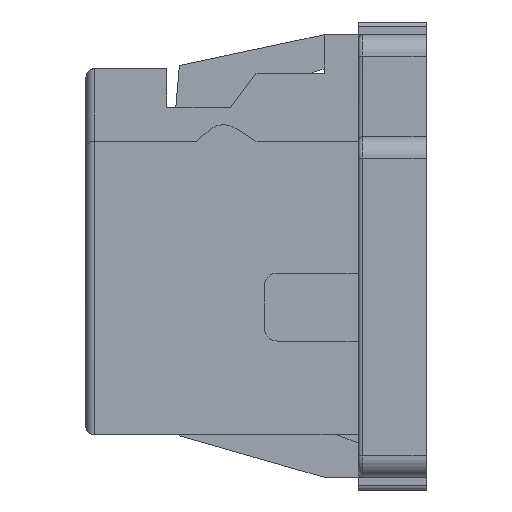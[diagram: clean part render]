
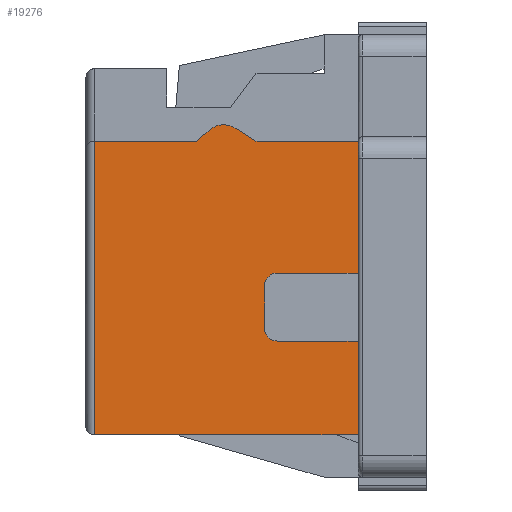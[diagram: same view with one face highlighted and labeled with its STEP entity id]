
A CAD part, left-side view. The second image highlights one B-rep face of the part: STEP entity #19276.
In plain terms, the highlighted planar face has unit normal (-1, 0, 0).
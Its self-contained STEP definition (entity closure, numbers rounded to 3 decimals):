
#4471=DIRECTION('',(0.,0.,-1.));
#4472=VECTOR('',#4471,3.45);
#4473=CARTESIAN_POINT('',(-13.275,3.9,1.35));
#4474=LINE('',#4473,#4472);
#4479=DIRECTION('',(0.,0.,1.));
#4480=VECTOR('',#4479,1.55);
#4481=CARTESIAN_POINT('',(-13.275,0.8,-0.2));
#4482=LINE('',#4481,#4480);
#4483=CARTESIAN_POINT('',(-13.275,1.75,-0.35));
#4484=DIRECTION('',(1.,0.,0.));
#4485=DIRECTION('',(0.,1.,0.));
#4486=AXIS2_PLACEMENT_3D('',#4483,#4484,#4485);
#4488=CARTESIAN_POINT('',(-13.275,1.75,-0.85));
#4489=DIRECTION('',(1.,0.,0.));
#4490=DIRECTION('',(0.,0.,-1.));
#4491=AXIS2_PLACEMENT_3D('',#4488,#4489,#4490);
#4493=DIRECTION('',(0.,0.,1.));
#4494=VECTOR('',#4493,1.1);
#4495=CARTESIAN_POINT('',(-13.275,0.8,-2.1));
#4496=LINE('',#4495,#4494);
#4497=DIRECTION('',(0.,-1.,0.));
#4498=VECTOR('',#4497,3.1);
#4499=CARTESIAN_POINT('',(-13.275,3.9,-2.1));
#4500=LINE('',#4499,#4498);
#4501=DIRECTION('',(0.,0.768,-0.64));
#4502=VECTOR('',#4501,0.21);
#4503=CARTESIAN_POINT('',(-13.275,2.539,1.484));
#4504=LINE('',#4503,#4502);
#4505=CARTESIAN_POINT('',(-13.275,2.379,1.292));
#4506=DIRECTION('',(-1.,0.,0.));
#4507=DIRECTION('',(0.,-0.53,0.848));
#4508=AXIS2_PLACEMENT_3D('',#4505,#4506,#4507);
#4510=DIRECTION('',(0.,0.848,0.53));
#4511=VECTOR('',#4510,0.291);
#4512=CARTESIAN_POINT('',(-13.275,2.,1.35));
#4513=LINE('',#4512,#4511);
#4514=DIRECTION('',(0.,-1.,0.));
#4515=VECTOR('',#4514,1.2);
#4516=CARTESIAN_POINT('',(-13.275,2.,1.35));
#4517=LINE('',#4516,#4515);
#5516=DIRECTION('',(0.,1.,0.));
#5517=VECTOR('',#5516,0.95);
#5518=CARTESIAN_POINT('',(-13.275,0.8,-1.));
#5519=LINE('',#5518,#5517);
#5558=DIRECTION('',(0.,0.,1.));
#5559=VECTOR('',#5558,0.5);
#5560=CARTESIAN_POINT('',(-13.275,1.9,-0.85));
#5561=LINE('',#5560,#5559);
#5562=DIRECTION('',(0.,-1.,0.));
#5563=VECTOR('',#5562,0.95);
#5564=CARTESIAN_POINT('',(-13.275,1.75,-0.2));
#5565=LINE('',#5564,#5563);
#6836=DIRECTION('',(0.,-1.,0.));
#6837=VECTOR('',#6836,1.2);
#6838=CARTESIAN_POINT('',(-13.275,3.9,1.35));
#6839=LINE('',#6838,#6837);
#9773=CARTESIAN_POINT('',(-13.275,3.9,-2.1));
#9774=CARTESIAN_POINT('',(-13.275,0.8,-2.1));
#9775=VERTEX_POINT('',#9773);
#9776=VERTEX_POINT('',#9774);
#10043=CARTESIAN_POINT('',(-13.275,0.8,1.35));
#10044=VERTEX_POINT('',#10043);
#10379=CARTESIAN_POINT('',(-13.275,0.8,-1.));
#10380=VERTEX_POINT('',#10379);
#10385=CARTESIAN_POINT('',(-13.275,0.8,-0.2));
#10386=VERTEX_POINT('',#10385);
#10387=CARTESIAN_POINT('',(-13.275,2.,1.35));
#10388=VERTEX_POINT('',#10387);
#10389=CARTESIAN_POINT('',(-13.275,1.75,-0.2));
#10390=VERTEX_POINT('',#10389);
#10391=CARTESIAN_POINT('',(-13.275,1.9,-0.35));
#10392=VERTEX_POINT('',#10391);
#10393=CARTESIAN_POINT('',(-13.275,1.9,-0.85));
#10394=VERTEX_POINT('',#10393);
#10395=CARTESIAN_POINT('',(-13.275,1.75,-1.));
#10396=VERTEX_POINT('',#10395);
#10397=CARTESIAN_POINT('',(-13.275,3.9,1.35));
#10398=VERTEX_POINT('',#10397);
#10399=CARTESIAN_POINT('',(-13.275,2.7,1.35));
#10400=VERTEX_POINT('',#10399);
#10401=CARTESIAN_POINT('',(-13.275,2.539,1.484));
#10402=VERTEX_POINT('',#10401);
#10403=CARTESIAN_POINT('',(-13.275,2.247,1.504));
#10404=VERTEX_POINT('',#10403);
#19243=CARTESIAN_POINT('',(-13.275,2.35,-0.279));
#19244=DIRECTION('',(1.,0.,0.));
#19245=DIRECTION('',(0.,0.,1.));
#19246=AXIS2_PLACEMENT_3D('',#19243,#19244,#19245);
#19247=PLANE('',#19246);
#19249=ORIENTED_EDGE('',*,*,#19248,.T.);
#19251=ORIENTED_EDGE('',*,*,#19250,.F.);
#19253=ORIENTED_EDGE('',*,*,#19252,.F.);
#19255=ORIENTED_EDGE('',*,*,#19254,.F.);
#19257=ORIENTED_EDGE('',*,*,#19256,.F.);
#19259=ORIENTED_EDGE('',*,*,#19258,.F.);
#19261=ORIENTED_EDGE('',*,*,#19260,.F.);
#19263=ORIENTED_EDGE('',*,*,#19262,.F.);
#19264=ORIENTED_EDGE('',*,*,#13640,.F.);
#19265=ORIENTED_EDGE('',*,*,#19234,.F.);
#19267=ORIENTED_EDGE('',*,*,#19266,.T.);
#19269=ORIENTED_EDGE('',*,*,#19268,.F.);
#19271=ORIENTED_EDGE('',*,*,#19270,.F.);
#19273=ORIENTED_EDGE('',*,*,#19272,.F.);
#19274=EDGE_LOOP('',(#19249,#19251,#19253,#19255,#19257,#19259,#19261,#19263,
#19264,#19265,#19267,#19269,#19271,#19273));
#19275=FACE_OUTER_BOUND('',#19274,.F.);
#4487=CIRCLE('',#4486,0.15);
#4492=CIRCLE('',#4491,0.15);
#4509=CIRCLE('',#4508,0.25);
#13640=EDGE_CURVE('',#9775,#9776,#4500,.T.);
#19234=EDGE_CURVE('',#10398,#9775,#4474,.T.);
#19248=EDGE_CURVE('',#10388,#10044,#4517,.T.);
#19250=EDGE_CURVE('',#10386,#10044,#4482,.T.);
#19252=EDGE_CURVE('',#10390,#10386,#5565,.T.);
#19254=EDGE_CURVE('',#10392,#10390,#4487,.T.);
#19256=EDGE_CURVE('',#10394,#10392,#5561,.T.);
#19258=EDGE_CURVE('',#10396,#10394,#4492,.T.);
#19260=EDGE_CURVE('',#10380,#10396,#5519,.T.);
#19262=EDGE_CURVE('',#9776,#10380,#4496,.T.);
#19266=EDGE_CURVE('',#10398,#10400,#6839,.T.);
#19268=EDGE_CURVE('',#10402,#10400,#4504,.T.);
#19270=EDGE_CURVE('',#10404,#10402,#4509,.T.);
#19272=EDGE_CURVE('',#10388,#10404,#4513,.T.);
#19276=ADVANCED_FACE('',(#19275),#19247,.F.);
